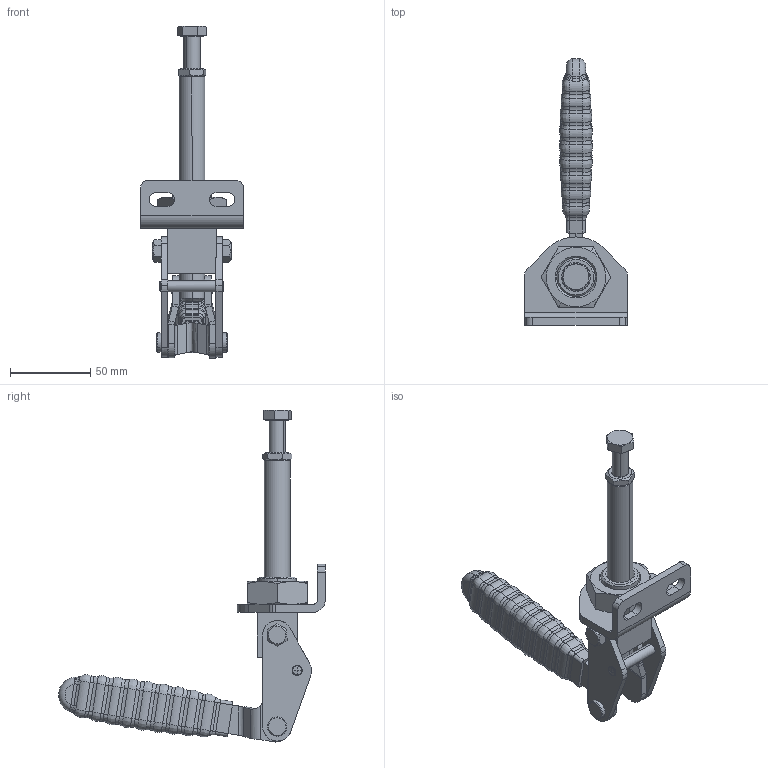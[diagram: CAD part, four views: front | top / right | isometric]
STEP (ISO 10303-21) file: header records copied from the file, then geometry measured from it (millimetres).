
FILE_DESCRIPTION(('CATIA V5 STEP Exchange'),'2;1');
FILE_NAME('SCHUBSTANGENSPANNER_TS_P_400_357882_TUENKERS.stp','2019-02-06T07:05:37+00:00',('none'),('none'),'CATIA Version 5 Release 19 SP 9 (IN-10)','CATIA V5 STEP AP214','none');
FILE_SCHEMA(('AUTOMOTIVE_DESIGN { 1 0 10303 214 1 1 1 1 }'));
Length unit declared in the file: millimetre
Products named in the file (1): SCHUBSTANGENSPANNER_TS_P_400_357882
Bounding box: 64 x 166.02 x 206.58 mm (x, y, z)
Volume: 153306.8 mm3; surface area: 48070.7 mm2
Topology: 1 solids, 7 shells, 607 faces, 1533 edges, 940 vertices
Faces by surface type: bspline 207, cylinder 204, plane 128, cone 42, torus 18, sphere 8
Entity records: 21051 total; most frequent: CARTESIAN_POINT 9367, ORIENTED_EDGE 3026, DIRECTION 1540, EDGE_CURVE 1513, VERTEX_POINT 940, AXIS2_PLACEMENT_3D 687, EDGE_LOOP 645, ADVANCED_FACE 607
